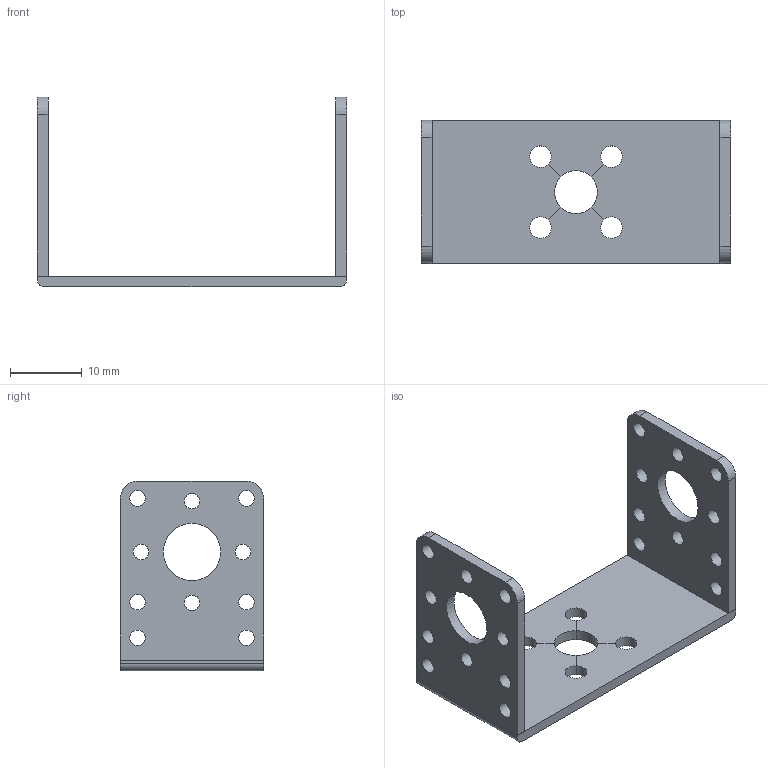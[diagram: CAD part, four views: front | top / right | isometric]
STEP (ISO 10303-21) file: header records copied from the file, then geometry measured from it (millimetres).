
FILE_DESCRIPTION(/* description */ (''),/* implementation_level */ '2;1');
FILE_NAME(/* name */ 'SR319-20x43.stp',/* time_stamp */ '2018-06-17T15:57:00-07:00',/* author */ (''),/* organization */ (''),/* preprocessor_version */ 'ST-DEVELOPER v14.6',/* originating_system */ '',/* authorisation */ '');
FILE_SCHEMA (('AUTOMOTIVE_DESIGN { 1 2 10303 214 1 1 1 1 }'));
Length unit declared in the file: centimetre
Products named in the file (1): 1234-K789
Bounding box: 43.2 x 20 x 26.5 mm (x, y, z)
Volume: 2432.4 mm3; surface area: 4085.7 mm2
Topology: 3 solids, 3 shells, 62 faces, 166 edges, 98 vertices
Faces by surface type: cylinder 36, plane 26
Full cylindrical faces by diameter (mm): 2.18 x20, 3 x4, 8 x2
Entity records: 1921 total; most frequent: DIRECTION 340, CARTESIAN_POINT 301, ORIENTED_EDGE 292, EDGE_CURVE 142, AXIS2_PLACEMENT_3D 135, EDGE_LOOP 130, VERTEX_POINT 96, CIRCLE 72
